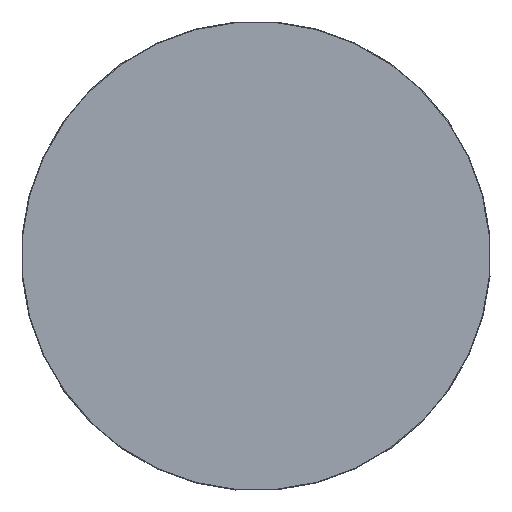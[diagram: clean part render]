
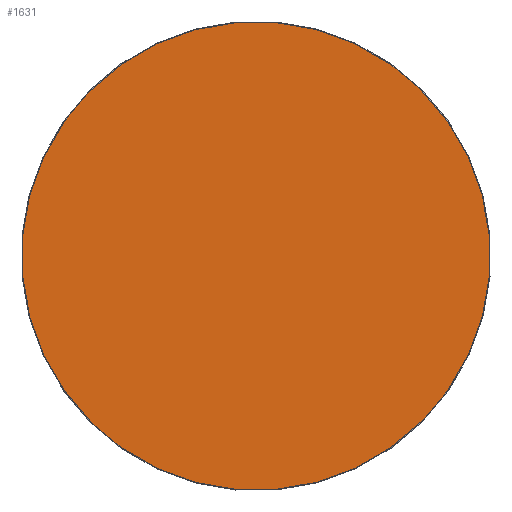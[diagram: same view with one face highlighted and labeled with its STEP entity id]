
A CAD part, front view. The second image highlights one B-rep face of the part: STEP entity #1631.
In plain terms, the highlighted planar face has unit normal (0, -1, 0).
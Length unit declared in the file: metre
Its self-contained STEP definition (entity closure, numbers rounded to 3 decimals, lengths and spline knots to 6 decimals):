
#409=FACE_OUTER_BOUND('',#511,.T.);
#511=EDGE_LOOP('',(#1406,#1407));
#620=CIRCLE('',#1815,0.079524);
#621=CIRCLE('',#1816,0.079524);
#783=VERTEX_POINT('',#6502);
#784=VERTEX_POINT('',#6503);
#997=EDGE_CURVE('',#783,#784,#620,.T.);
#998=EDGE_CURVE('',#784,#783,#621,.T.);
#1406=ORIENTED_EDGE('',*,*,#997,.T.);
#1407=ORIENTED_EDGE('',*,*,#998,.T.);
#1552=PLANE('',#1820);
#1631=ADVANCED_FACE('',(#409),#1552,.T.);
#1815=AXIS2_PLACEMENT_3D('',#6504,#2191,#2192);
#1816=AXIS2_PLACEMENT_3D('',#6505,#2193,#2194);
#1820=AXIS2_PLACEMENT_3D('',#6511,#2201,#2202);
#2191=DIRECTION('center_axis',(0.,-1.,0.));
#2192=DIRECTION('ref_axis',(0.089,0.,-0.996));
#2193=DIRECTION('center_axis',(0.,-1.,0.));
#2194=DIRECTION('ref_axis',(0.089,0.,-0.996));
#2201=DIRECTION('center_axis',(0.,-1.,0.));
#2202=DIRECTION('ref_axis',(-0.996,0.,-0.089));
#6502=CARTESIAN_POINT('',(0.007084,0.,-0.079208));
#6503=CARTESIAN_POINT('',(0.079208,0.,0.007084));
#6504=CARTESIAN_POINT('Origin',(0.,0.,
0.));
#6505=CARTESIAN_POINT('Origin',(0.,0.,
0.));
#6511=CARTESIAN_POINT('Origin',(0.,0.,
0.));
